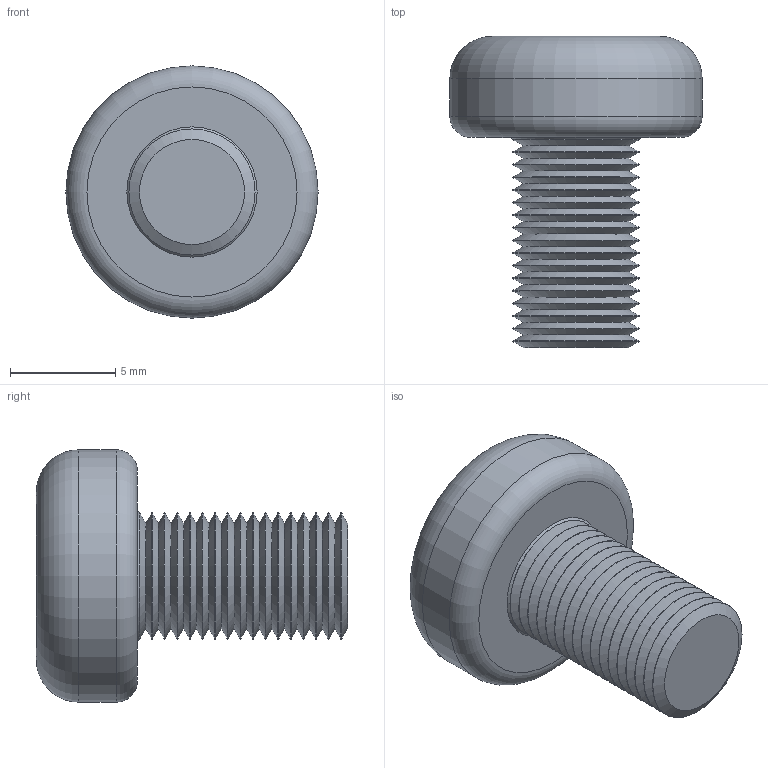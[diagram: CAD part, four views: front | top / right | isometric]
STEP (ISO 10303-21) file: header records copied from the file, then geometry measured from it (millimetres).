
FILE_DESCRIPTION (( 'STEP AP203' ), '1' );
FILE_NAME ('CLP1M-V-6-10 Âèíò Ì6õ10.STEP', '2016-03-04T07:23:18', ( '' ), ( '' ), 'SwSTEP 2.0', 'SolidWorks 2014', '' );
FILE_SCHEMA (( 'CONFIG_CONTROL_DESIGN' ));
Length unit declared in the file: millimetre
Products named in the file (1): CLP1M-V-6-10 妈眚 󊬱0
Bounding box: 12 x 14.8 x 12 mm (x, y, z)
Volume: 700.4 mm3; surface area: 757.4 mm2
Topology: 1 solids, 1 shells, 74 faces, 159 edges, 89 vertices
Faces by surface type: cone 42, cylinder 18, plane 12, torus 2
Full cylindrical faces by diameter (mm): 6 x17, 12 x1
Entity records: 1773 total; most frequent: DIRECTION 318, CARTESIAN_POINT 291, ORIENTED_EDGE 208, AXIS2_PLACEMENT_3D 147, EDGE_LOOP 130, EDGE_CURVE 104, FACE_OUTER_BOUND 94, VERTEX_POINT 88
